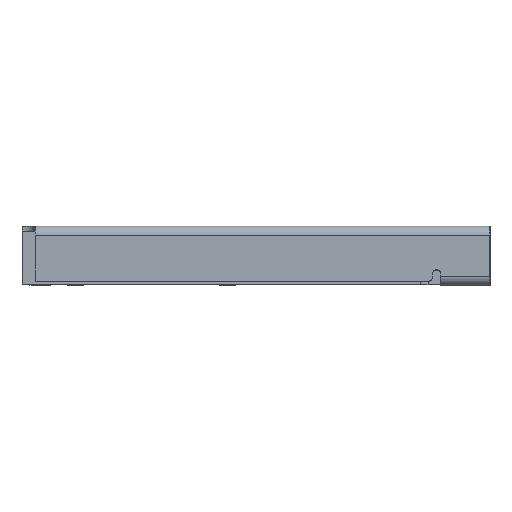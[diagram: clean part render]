
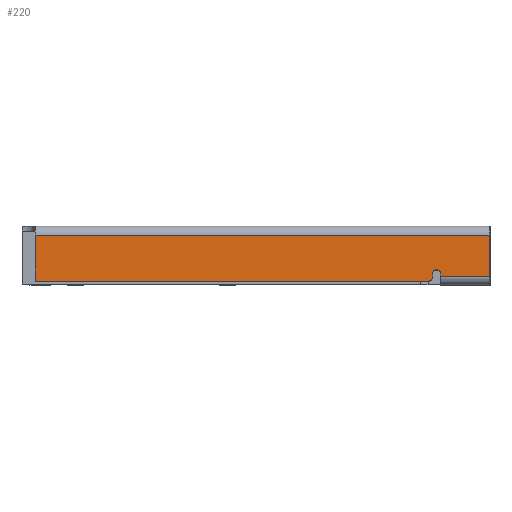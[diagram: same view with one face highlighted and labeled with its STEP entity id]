
A CAD part, left-side view. The second image highlights one B-rep face of the part: STEP entity #220.
In plain terms, the highlighted planar face has unit normal (-1, 0, 0).
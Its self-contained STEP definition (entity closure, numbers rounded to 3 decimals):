
#220=ADVANCED_FACE('',(#813),#814,.T.);
#813=FACE_OUTER_BOUND('',#1713,.T.);
#814=PLANE('',#1714);
#1713=EDGE_LOOP('',(#3588,#3589,#3590,#3591,#3592,#3593,#3594,#3595,#3596));
#1714=AXIS2_PLACEMENT_3D('',#3597,#3598,#3599);
#3588=ORIENTED_EDGE('',*,*,#6693,.F.);
#3589=ORIENTED_EDGE('',*,*,#6694,.T.);
#3590=ORIENTED_EDGE('',*,*,#6695,.F.);
#3591=ORIENTED_EDGE('',*,*,#6696,.T.);
#3592=ORIENTED_EDGE('',*,*,#6679,.F.);
#3593=ORIENTED_EDGE('',*,*,#6692,.F.);
#3594=ORIENTED_EDGE('',*,*,#6660,.T.);
#3595=ORIENTED_EDGE('',*,*,#6654,.F.);
#3596=ORIENTED_EDGE('',*,*,#6652,.F.);
#3597=CARTESIAN_POINT('',(38.495,-9.763,0.771));
#3598=DIRECTION('',(-1.0,0.0,0.0));
#3599=DIRECTION('',(0.0,0.0,1.0));
#6652=EDGE_CURVE('',#8325,#8327,#8328,.T.);
#6654=EDGE_CURVE('',#8327,#8330,#8331,.T.);
#6660=EDGE_CURVE('',#8341,#8330,#8342,.T.);
#6679=EDGE_CURVE('',#8375,#8377,#8378,.T.);
#6692=EDGE_CURVE('',#8341,#8375,#8398,.T.);
#6693=EDGE_CURVE('',#8399,#8325,#8400,.T.);
#6694=EDGE_CURVE('',#8399,#8401,#8402,.T.);
#6695=EDGE_CURVE('',#8403,#8401,#8404,.T.);
#6696=EDGE_CURVE('',#8403,#8377,#8405,.T.);
#8325=VERTEX_POINT('',#10706);
#8327=VERTEX_POINT('',#10709);
#8328=LINE('',#10710,#10711);
#8330=VERTEX_POINT('',#10713);
#8331=LINE('',#10714,#10715);
#8341=VERTEX_POINT('',#10728);
#8342=LINE('',#10729,#10730);
#8375=VERTEX_POINT('',#10772);
#8377=VERTEX_POINT('',#10774);
#8378=LINE('',#10775,#10776);
#8398=LINE('',#10803,#10804);
#8399=VERTEX_POINT('',#10805);
#8400=LINE('',#10806,#10807);
#8401=VERTEX_POINT('',#10808);
#8402=CIRCLE('',#10809,0.1);
#8403=VERTEX_POINT('',#10810);
#8404=LINE('',#10811,#10812);
#8405=CIRCLE('',#10813,0.1);
#10706=CARTESIAN_POINT('',(38.495,3.667,-0.5));
#10709=CARTESIAN_POINT('',(38.495,3.667,0.62));
#10710=CARTESIAN_POINT('',(38.495,3.667,-0.5));
#10711=VECTOR('',#13029,1.12);
#10713=CARTESIAN_POINT('',(38.495,-7.413,0.62));
#10714=CARTESIAN_POINT('',(38.495,3.667,0.62));
#10715=VECTOR('',#13033,11.08);
#10728=CARTESIAN_POINT('',(38.495,-7.413,-0.38));
#10729=CARTESIAN_POINT('',(38.495,-7.413,-0.38));
#10730=VECTOR('',#13043,1.0);
#10772=CARTESIAN_POINT('',(38.495,-6.213,-0.38));
#10774=CARTESIAN_POINT('',(38.495,-6.213,-0.32));
#10775=CARTESIAN_POINT('',(38.495,-6.213,-0.38));
#10776=VECTOR('',#13080,0.06);
#10803=CARTESIAN_POINT('',(38.495,-7.413,-0.38));
#10804=VECTOR('',#13103,1.2);
#10805=CARTESIAN_POINT('',(38.495,-5.913,-0.5));
#10806=CARTESIAN_POINT('',(38.495,-5.913,-0.5));
#10807=VECTOR('',#13104,9.58);
#10808=CARTESIAN_POINT('',(38.495,-6.013,-0.4));
#10809=AXIS2_PLACEMENT_3D('',#13105,#13106,#13107);
#10810=CARTESIAN_POINT('',(38.495,-6.013,-0.32));
#10811=CARTESIAN_POINT('',(38.495,-6.013,-0.32));
#10812=VECTOR('',#13108,0.08);
#10813=AXIS2_PLACEMENT_3D('',#13109,#13110,#13111);
#13029=DIRECTION('',(0.0,0.0,1.0));
#13033=DIRECTION('',(0.0,-1.0,0.0));
#13043=DIRECTION('',(0.0,0.0,1.0));
#13080=DIRECTION('',(0.0,0.0,1.0));
#13103=DIRECTION('',(0.0,1.0,0.0));
#13104=DIRECTION('',(0.0,1.0,0.0));
#13105=CARTESIAN_POINT('',(38.495,-5.913,-0.4));
#13106=DIRECTION('',(-1.0,0.0,0.0));
#13107=DIRECTION('',(0.0,0.,-1.0));
#13108=DIRECTION('',(0.0,0.,-1.0));
#13109=CARTESIAN_POINT('',(38.495,-6.113,-0.32));
#13110=DIRECTION('',(1.0,0.0,-0.0));
#13111=DIRECTION('',(0.0,1.0,0.));
